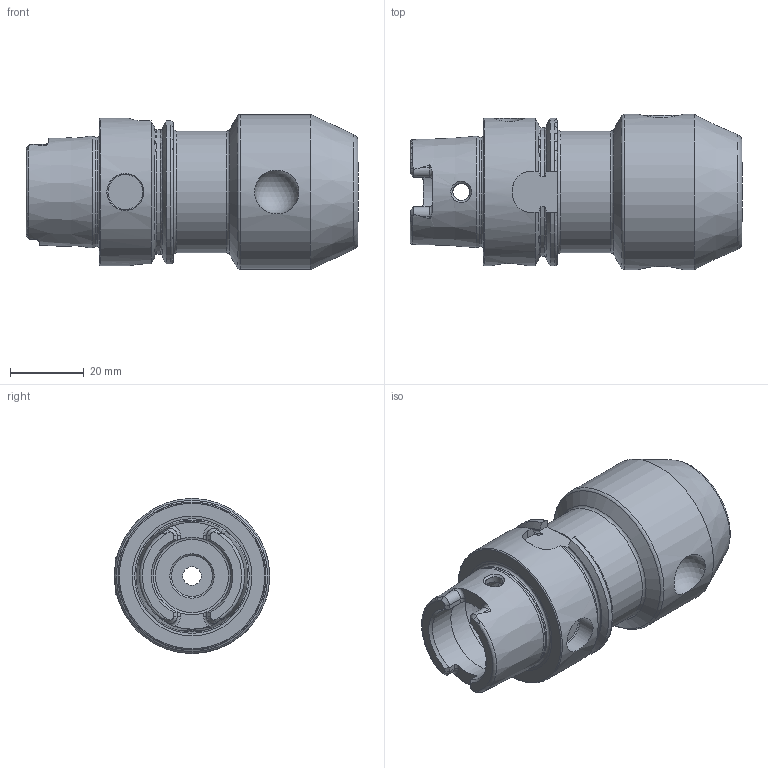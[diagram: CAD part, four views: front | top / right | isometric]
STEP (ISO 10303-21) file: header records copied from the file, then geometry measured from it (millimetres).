
FILE_DESCRIPTION (( 'STEP AP214' ), '1' );
FILE_NAME ('HA4.W12.K01.070.STEP', '2020-01-22T09:33:01', ( '' ), ( '' ), 'SwSTEP 2.0', 'SolidWorks 2017', '' );
FILE_SCHEMA (( 'AUTOMOTIVE_DESIGN' ));
Length unit declared in the file: millimetre
Products named in the file (3): W12-ER1.001.016; HA4.W12.K01.070; HA4-W12.K01.070_B_Fertigbearbeitung
Assembly tree (2 placements, depth 2):
  HA4.W12.K01.070
    HA4-W12.K01.070_B_Fertigbearbeitung
    W12-ER1.001.016
Bounding box: 89.9 x 42 x 42 mm (x, y, z)
Volume: 74234.9 mm3; surface area: 19005.7 mm2
Topology: 2 solids, 2 shells, 153 faces, 384 edges, 242 vertices
Faces by surface type: plane 58, cylinder 39, torus 29, cone 23, bspline 3, sphere 1
Full cylindrical faces by diameter (mm): 4.6 x2, 5 x1, 8 x2, 10 x1, 10.25 x1, 11 x1, 12 x2, 12.5 x1, 12.6 x1, 21 x2, 25.5 x1, 29.707 x1, 33 x1, 40 x1, 42 x1
Entity records: 7097 total; most frequent: CARTESIAN_POINT 2689, DIRECTION 661, ORIENTED_EDGE 654, EDGE_CURVE 327, AXIS2_PLACEMENT_3D 274, VERTEX_POINT 232, EDGE_LOOP 215, FACE_OUTER_BOUND 189
